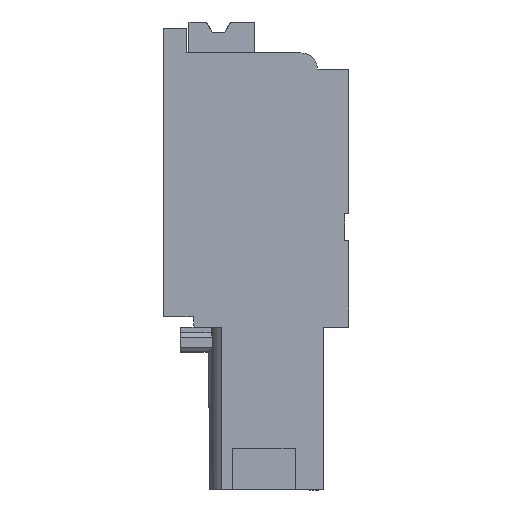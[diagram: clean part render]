
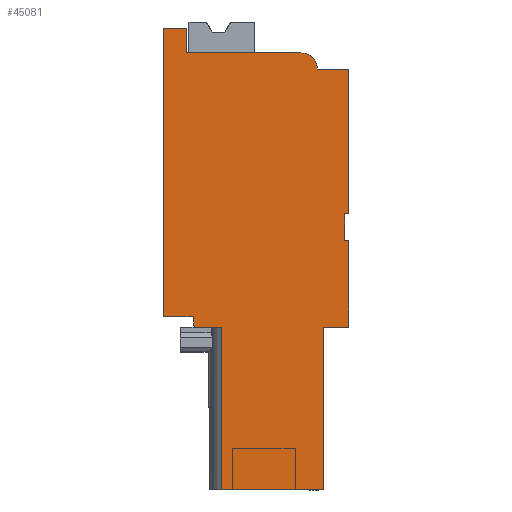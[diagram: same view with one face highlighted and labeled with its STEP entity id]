
A CAD part, left-side view. The second image highlights one B-rep face of the part: STEP entity #45081.
In plain terms, the highlighted planar face has unit normal (-1, 0, 0).
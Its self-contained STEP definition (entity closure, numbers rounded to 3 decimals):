
#8843=AXIS2_PLACEMENT_3D('Circle Axis2P3D',#8841,#8842,$) ;
#45054=AXIS2_PLACEMENT_3D('Plane Axis2P3D',#45051,#45052,#45053) ;
#40=CARTESIAN_POINT('Vertex',(0.,0.,13.4)) ;
#45=CARTESIAN_POINT('Line Origine',(0.,0.1,13.4)) ;
#49=CARTESIAN_POINT('Vertex',(0.,0.2,13.4)) ;
#83=CARTESIAN_POINT('Line Origine',(0.,0.2,12.75)) ;
#87=CARTESIAN_POINT('Vertex',(0.,0.2,12.1)) ;
#107=CARTESIAN_POINT('Line Origine',(0.,0.1,12.1)) ;
#111=CARTESIAN_POINT('Vertex',(0.,0.,12.1)) ;
#138=CARTESIAN_POINT('Line Origine',(0.,0.,10.)) ;
#142=CARTESIAN_POINT('Vertex',(0.,0.,7.9)) ;
#2281=CARTESIAN_POINT('Line Origine',(0.,0.612,7.9)) ;
#2285=CARTESIAN_POINT('Vertex',(0.,1.224,7.9)) ;
#3578=CARTESIAN_POINT('Line Origine',(0.,1.224,3.95)) ;
#3582=CARTESIAN_POINT('Vertex',(0.,1.224,0.)) ;
#6521=CARTESIAN_POINT('Line Origine',(0.,3.706,0.)) ;
#6525=CARTESIAN_POINT('Vertex',(0.,6.187,0.)) ;
#8838=CARTESIAN_POINT('Vertex',(0.,2.325,21.2)) ;
#8841=CARTESIAN_POINT('Axis2P3D Location',(0.,2.325,20.4)) ;
#8845=CARTESIAN_POINT('Vertex',(0.,1.525,20.4)) ;
#9083=CARTESIAN_POINT('Line Origine',(0.,5.087,21.2)) ;
#9087=CARTESIAN_POINT('Vertex',(0.,7.85,21.2)) ;
#11505=CARTESIAN_POINT('Line Origine',(0.,7.85,21.8)) ;
#11509=CARTESIAN_POINT('Vertex',(0.,7.85,22.4)) ;
#11536=CARTESIAN_POINT('Line Origine',(0.,8.425,22.4)) ;
#11540=CARTESIAN_POINT('Vertex',(0.,9.,22.4)) ;
#11567=CARTESIAN_POINT('Line Origine',(0.,9.,15.4)) ;
#11571=CARTESIAN_POINT('Vertex',(0.,9.,8.4)) ;
#12380=CARTESIAN_POINT('Line Origine',(0.,8.272,8.4)) ;
#12384=CARTESIAN_POINT('Vertex',(0.,7.545,8.4)) ;
#12872=CARTESIAN_POINT('Vertex',(0.,7.501,7.9)) ;
#12875=CARTESIAN_POINT('Line Origine',(0.,7.523,8.15)) ;
#12994=CARTESIAN_POINT('Vertex',(0.,6.187,7.9)) ;
#12997=CARTESIAN_POINT('Line Origine',(0.,6.844,7.9)) ;
#37854=CARTESIAN_POINT('Line Origine',(0.,0.762,20.4)) ;
#37858=CARTESIAN_POINT('Vertex',(0.,0.,20.4)) ;
#42748=CARTESIAN_POINT('Line Origine',(0.,6.187,3.95)) ;
#45051=CARTESIAN_POINT('Axis2P3D Location',(0.,0.,0.)) ;
#45056=CARTESIAN_POINT('Line Origine',(0.,0.,16.9)) ;
#46=DIRECTION('Vector Direction',(0.,1.,0.)) ;
#84=DIRECTION('Vector Direction',(0.,0.,1.)) ;
#108=DIRECTION('Vector Direction',(0.,-1.,0.)) ;
#139=DIRECTION('Vector Direction',(0.,0.,1.)) ;
#2282=DIRECTION('Vector Direction',(0.,1.,0.)) ;
#3579=DIRECTION('Vector Direction',(0.,0.,1.)) ;
#6522=DIRECTION('Vector Direction',(0.,-1.,0.)) ;
#8842=DIRECTION('Axis2P3D Direction',(-1.,-0.,0.)) ;
#9084=DIRECTION('Vector Direction',(0.,-1.,0.)) ;
#11506=DIRECTION('Vector Direction',(0.,0.,-1.)) ;
#11537=DIRECTION('Vector Direction',(0.,-1.,0.)) ;
#11568=DIRECTION('Vector Direction',(0.,0.,1.)) ;
#12381=DIRECTION('Vector Direction',(0.,-1.,0.)) ;
#12876=DIRECTION('Vector Direction',(0.,0.087,0.996)) ;
#12998=DIRECTION('Vector Direction',(0.,1.,0.)) ;
#37855=DIRECTION('Vector Direction',(0.,-1.,0.)) ;
#42749=DIRECTION('Vector Direction',(0.,0.,1.)) ;
#45052=DIRECTION('Axis2P3D Direction',(-1.,0.,0.)) ;
#45053=DIRECTION('Axis2P3D XDirection',(0.,0.,1.)) ;
#45057=DIRECTION('Vector Direction',(0.,0.,1.)) ;
#47=VECTOR('Line Direction',#46,1.) ;
#85=VECTOR('Line Direction',#84,1.) ;
#109=VECTOR('Line Direction',#108,1.) ;
#140=VECTOR('Line Direction',#139,1.) ;
#2283=VECTOR('Line Direction',#2282,1.) ;
#3580=VECTOR('Line Direction',#3579,1.) ;
#6523=VECTOR('Line Direction',#6522,1.) ;
#9085=VECTOR('Line Direction',#9084,1.) ;
#11507=VECTOR('Line Direction',#11506,1.) ;
#11538=VECTOR('Line Direction',#11537,1.) ;
#11569=VECTOR('Line Direction',#11568,1.) ;
#12382=VECTOR('Line Direction',#12381,1.) ;
#12877=VECTOR('Line Direction',#12876,1.) ;
#12999=VECTOR('Line Direction',#12998,1.) ;
#37856=VECTOR('Line Direction',#37855,1.) ;
#42750=VECTOR('Line Direction',#42749,1.) ;
#45058=VECTOR('Line Direction',#45057,1.) ;
#45062=ORIENTED_EDGE('',*,*,#45060,.T.) ;
#45063=ORIENTED_EDGE('',*,*,#37860,.T.) ;
#45064=ORIENTED_EDGE('',*,*,#8847,.T.) ;
#45065=ORIENTED_EDGE('',*,*,#9089,.T.) ;
#45066=ORIENTED_EDGE('',*,*,#11511,.T.) ;
#45067=ORIENTED_EDGE('',*,*,#11542,.T.) ;
#45068=ORIENTED_EDGE('',*,*,#11573,.T.) ;
#45069=ORIENTED_EDGE('',*,*,#12386,.T.) ;
#45070=ORIENTED_EDGE('',*,*,#12879,.T.) ;
#45071=ORIENTED_EDGE('',*,*,#13001,.T.) ;
#45072=ORIENTED_EDGE('',*,*,#42752,.F.) ;
#45073=ORIENTED_EDGE('',*,*,#6527,.T.) ;
#45074=ORIENTED_EDGE('',*,*,#3584,.T.) ;
#45075=ORIENTED_EDGE('',*,*,#2287,.T.) ;
#45076=ORIENTED_EDGE('',*,*,#144,.T.) ;
#45077=ORIENTED_EDGE('',*,*,#113,.T.) ;
#45078=ORIENTED_EDGE('',*,*,#89,.T.) ;
#45079=ORIENTED_EDGE('',*,*,#51,.T.) ;
#45081=ADVANCED_FACE('HOUSING',(#45080),#45055,.T.) ;
#8844=CIRCLE('generated circle',#8843,0.8) ;
#51=EDGE_CURVE('',#50,#41,#48,.F.) ;
#89=EDGE_CURVE('',#88,#50,#86,.T.) ;
#113=EDGE_CURVE('',#112,#88,#110,.F.) ;
#144=EDGE_CURVE('',#143,#112,#141,.T.) ;
#2287=EDGE_CURVE('',#2286,#143,#2284,.F.) ;
#3584=EDGE_CURVE('',#3583,#2286,#3581,.T.) ;
#6527=EDGE_CURVE('',#6526,#3583,#6524,.T.) ;
#8847=EDGE_CURVE('',#8846,#8839,#8844,.T.) ;
#9089=EDGE_CURVE('',#8839,#9088,#9086,.F.) ;
#11511=EDGE_CURVE('',#9088,#11510,#11508,.F.) ;
#11542=EDGE_CURVE('',#11510,#11541,#11539,.F.) ;
#11573=EDGE_CURVE('',#11541,#11572,#11570,.F.) ;
#12386=EDGE_CURVE('',#11572,#12385,#12383,.T.) ;
#12879=EDGE_CURVE('',#12385,#12873,#12878,.F.) ;
#13001=EDGE_CURVE('',#12873,#12995,#13000,.F.) ;
#37860=EDGE_CURVE('',#37859,#8846,#37857,.F.) ;
#42752=EDGE_CURVE('',#6526,#12995,#42751,.T.) ;
#45060=EDGE_CURVE('',#41,#37859,#45059,.T.) ;
#45061=EDGE_LOOP('',(#45062,#45063,#45064,#45065,#45066,#45067,#45068,#45069,#45070,#45071,#45072,#45073,#45074,#45075,#45076,#45077,#45078,#45079)) ;
#45080=FACE_OUTER_BOUND('',#45061,.T.) ;
#48=LINE('Line',#45,#47) ;
#86=LINE('Line',#83,#85) ;
#110=LINE('Line',#107,#109) ;
#141=LINE('Line',#138,#140) ;
#2284=LINE('Line',#2281,#2283) ;
#3581=LINE('Line',#3578,#3580) ;
#6524=LINE('Line',#6521,#6523) ;
#9086=LINE('Line',#9083,#9085) ;
#11508=LINE('Line',#11505,#11507) ;
#11539=LINE('Line',#11536,#11538) ;
#11570=LINE('Line',#11567,#11569) ;
#12383=LINE('Line',#12380,#12382) ;
#12878=LINE('Line',#12875,#12877) ;
#13000=LINE('Line',#12997,#12999) ;
#37857=LINE('Line',#37854,#37856) ;
#42751=LINE('Line',#42748,#42750) ;
#45059=LINE('Line',#45056,#45058) ;
#45055=PLANE('',#45054) ;
#41=VERTEX_POINT('',#40) ;
#50=VERTEX_POINT('',#49) ;
#88=VERTEX_POINT('',#87) ;
#112=VERTEX_POINT('',#111) ;
#143=VERTEX_POINT('',#142) ;
#2286=VERTEX_POINT('',#2285) ;
#3583=VERTEX_POINT('',#3582) ;
#6526=VERTEX_POINT('',#6525) ;
#8839=VERTEX_POINT('',#8838) ;
#8846=VERTEX_POINT('',#8845) ;
#9088=VERTEX_POINT('',#9087) ;
#11510=VERTEX_POINT('',#11509) ;
#11541=VERTEX_POINT('',#11540) ;
#11572=VERTEX_POINT('',#11571) ;
#12385=VERTEX_POINT('',#12384) ;
#12873=VERTEX_POINT('',#12872) ;
#12995=VERTEX_POINT('',#12994) ;
#37859=VERTEX_POINT('',#37858) ;
